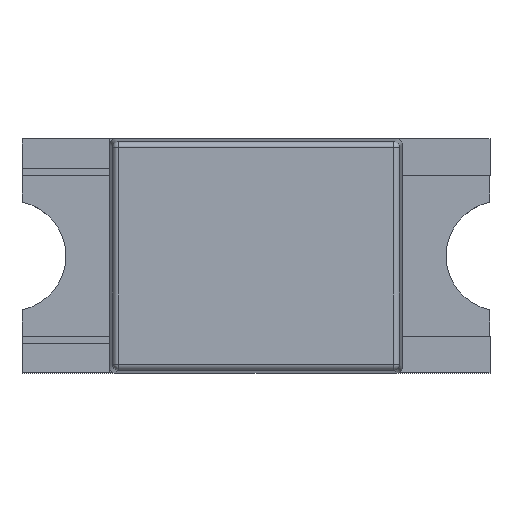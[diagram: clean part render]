
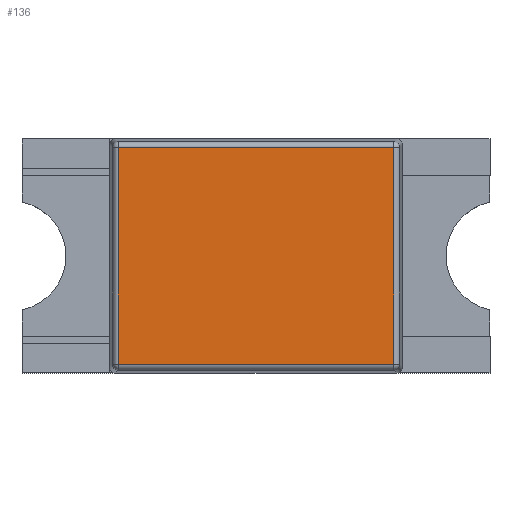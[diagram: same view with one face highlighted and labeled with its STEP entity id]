
A CAD part, top view. The second image highlights one B-rep face of the part: STEP entity #136.
In plain terms, the highlighted planar face has unit normal (0, 0, 1).
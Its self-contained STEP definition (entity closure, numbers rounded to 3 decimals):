
#136 = ADVANCED_FACE( '', ( #319 ), #320, .T. );
#319 = FACE_OUTER_BOUND( '', #550, .T. );
#320 = PLANE( '', #551 );
#550 = EDGE_LOOP( '', ( #850, #851, #852, #853 ) );
#551 = AXIS2_PLACEMENT_3D( '', #854, #855, #856 );
#850 = ORIENTED_EDGE( '', *, *, #1413, .T. );
#851 = ORIENTED_EDGE( '', *, *, #1414, .T. );
#852 = ORIENTED_EDGE( '', *, *, #1415, .T. );
#853 = ORIENTED_EDGE( '', *, *, #1416, .T. );
#854 = CARTESIAN_POINT( '', ( -1., -0.8, 0.4 ) );
#855 = DIRECTION( '', ( 0., 0., 1. ) );
#856 = DIRECTION( '', ( 1., 0., 0. ) );
#1413 = EDGE_CURVE( '', #1705, #1706, #1707, .F. );
#1414 = EDGE_CURVE( '', #1706, #1708, #1709, .F. );
#1415 = EDGE_CURVE( '', #1708, #1710, #1711, .F. );
#1416 = EDGE_CURVE( '', #1710, #1705, #1712, .F. );
#1705 = VERTEX_POINT( '', #2100 );
#1706 = VERTEX_POINT( '', #2101 );
#1707 = LINE( '', #2102, #2103 );
#1708 = VERTEX_POINT( '', #2104 );
#1709 = LINE( '', #2105, #2106 );
#1710 = VERTEX_POINT( '', #2107 );
#1711 = LINE( '', #2108, #2109 );
#1712 = LINE( '', #2110, #2111 );
#2100 = CARTESIAN_POINT( '', ( 0.941, -0.741, 0.4 ) );
#2101 = CARTESIAN_POINT( '', ( 0.941, 0.741, 0.4 ) );
#2102 = CARTESIAN_POINT( '', ( 0.941, 0.779, 0.4 ) );
#2103 = VECTOR( '', #2470, 1000. );
#2104 = CARTESIAN_POINT( '', ( -0.941, 0.741, 0.4 ) );
#2105 = CARTESIAN_POINT( '', ( -0.979, 0.741, 0.4 ) );
#2106 = VECTOR( '', #2471, 1000. );
#2107 = CARTESIAN_POINT( '', ( -0.941, -0.741, 0.4 ) );
#2108 = CARTESIAN_POINT( '', ( -0.941, -0.779, 0.4 ) );
#2109 = VECTOR( '', #2472, 1000. );
#2110 = CARTESIAN_POINT( '', ( 0.979, -0.741, 0.4 ) );
#2111 = VECTOR( '', #2473, 1000. );
#2470 = DIRECTION( '', ( 0., -1., 0. ) );
#2471 = DIRECTION( '', ( 1., 0., 0. ) );
#2472 = DIRECTION( '', ( 0., 1., 0. ) );
#2473 = DIRECTION( '', ( -1., 0., 0. ) );
